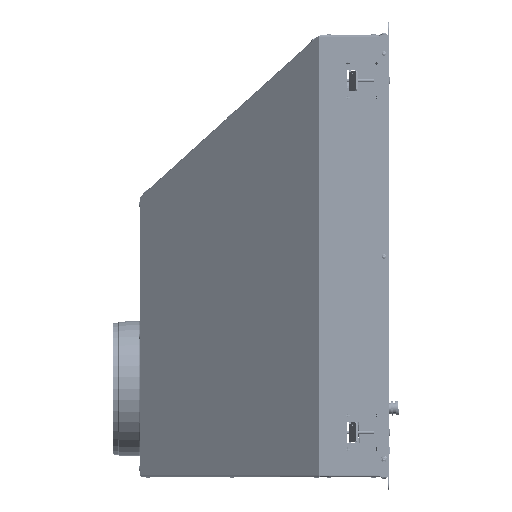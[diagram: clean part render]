
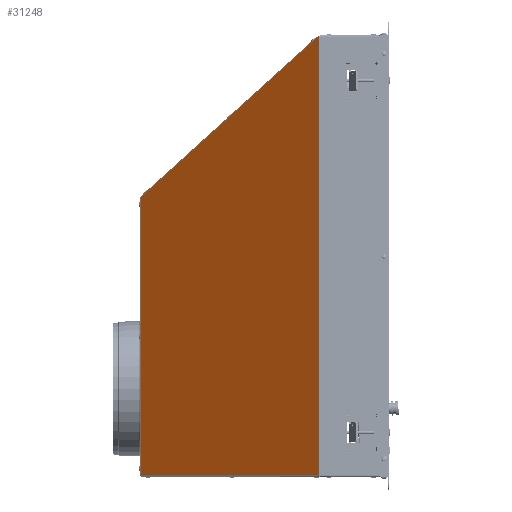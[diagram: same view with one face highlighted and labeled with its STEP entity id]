
A CAD part, left-side view. The second image highlights one B-rep face of the part: STEP entity #31248.
In plain terms, the highlighted planar face has unit normal (-0.801, 0.599, 0).
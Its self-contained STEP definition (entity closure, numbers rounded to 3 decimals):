
#27543=DIRECTION('',(0.352,0.47,0.809));
#27544=VECTOR('',#27543,0.215);
#27545=CARTESIAN_POINT('',(-434.072,-57.758,
212.201));
#27546=LINE('',#27545,#27544);
#27547=DIRECTION('',(0.485,0.648,-0.588));
#27548=VECTOR('',#27547,3.);
#27549=CARTESIAN_POINT('',(-435.451,-59.6,
214.138));
#27550=LINE('',#27549,#27548);
#27551=DIRECTION('',(0.352,0.47,0.809));
#27552=VECTOR('',#27551,0.215);
#27553=CARTESIAN_POINT('',(-286.206,139.899,
32.977));
#27554=LINE('',#27553,#27552);
#27555=DIRECTION('',(-0.485,-0.648,0.588));
#27556=VECTOR('',#27555,305.047);
#27557=CARTESIAN_POINT('',(-286.206,139.899,
32.977));
#27558=LINE('',#27557,#27556);
#27589=DIRECTION('',(0.,0.,1.));
#27590=VECTOR('',#27589,311.851);
#27591=CARTESIAN_POINT('',(-286.131,140.,-278.7));
#27592=LINE('',#27591,#27590);
#27618=DIRECTION('',(-0.599,-0.801,0.));
#27619=VECTOR('',#27618,249.273);
#27620=CARTESIAN_POINT('',(-286.131,140.,-278.7));
#27621=LINE('',#27620,#27619);
#27802=DIRECTION('',(0.,0.,-1.));
#27803=VECTOR('',#27802,492.838);
#27804=CARTESIAN_POINT('',(-435.451,-59.6,
214.138));
#27805=LINE('',#27804,#27803);
#30439=CARTESIAN_POINT('',(-435.451,-59.6,
214.138));
#30440=CARTESIAN_POINT('',(-433.997,-57.657,
212.375));
#30441=VERTEX_POINT('',#30439);
#30442=VERTEX_POINT('',#30440);
#30551=CARTESIAN_POINT('',(-286.131,140.,-278.7));
#30553=VERTEX_POINT('',#30551);
#30555=CARTESIAN_POINT('',(-286.131,140.,33.151));
#30557=VERTEX_POINT('',#30555);
#30661=CARTESIAN_POINT('',(-435.451,-59.6,-278.7));
#30662=VERTEX_POINT('',#30661);
#30725=CARTESIAN_POINT('',(-434.072,-57.758,
212.201));
#30726=VERTEX_POINT('',#30725);
#30729=CARTESIAN_POINT('',(-286.206,139.899,
32.977));
#30730=VERTEX_POINT('',#30729);
#31227=CARTESIAN_POINT('',(-286.131,140.,-123.674));
#31228=DIRECTION('',(-0.801,0.599,0.));
#31229=DIRECTION('',(0.,0.,1.));
#31230=AXIS2_PLACEMENT_3D('',#31227,#31228,#31229);
#31231=PLANE('',#31230);
#31233=ORIENTED_EDGE('',*,*,#31232,.T.);
#31235=ORIENTED_EDGE('',*,*,#31234,.T.);
#31237=ORIENTED_EDGE('',*,*,#31236,.F.);
#31239=ORIENTED_EDGE('',*,*,#31238,.T.);
#31241=ORIENTED_EDGE('',*,*,#31240,.F.);
#31243=ORIENTED_EDGE('',*,*,#31242,.T.);
#31245=ORIENTED_EDGE('',*,*,#31244,.F.);
#31246=EDGE_LOOP('',(#31233,#31235,#31237,#31239,#31241,#31243,#31245));
#31247=FACE_OUTER_BOUND('',#31246,.F.);
#31248=ADVANCED_FACE('',(#31247),#31231,.T.);
#31232=EDGE_CURVE('',#30730,#30726,#27558,.T.);
#31234=EDGE_CURVE('',#30726,#30442,#27546,.T.);
#31236=EDGE_CURVE('',#30441,#30442,#27550,.T.);
#31238=EDGE_CURVE('',#30441,#30662,#27805,.T.);
#31240=EDGE_CURVE('',#30553,#30662,#27621,.T.);
#31242=EDGE_CURVE('',#30553,#30557,#27592,.T.);
#31244=EDGE_CURVE('',#30730,#30557,#27554,.T.);
